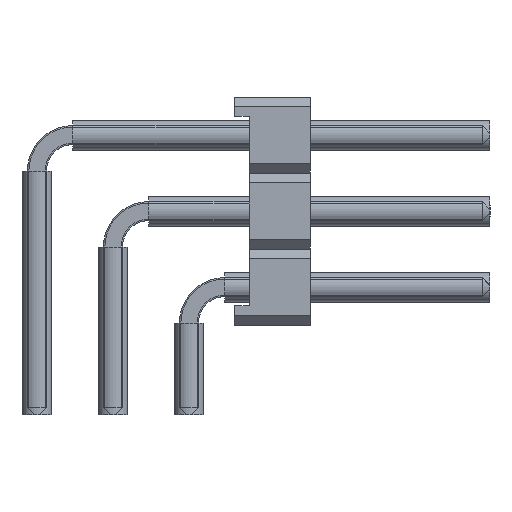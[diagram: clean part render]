
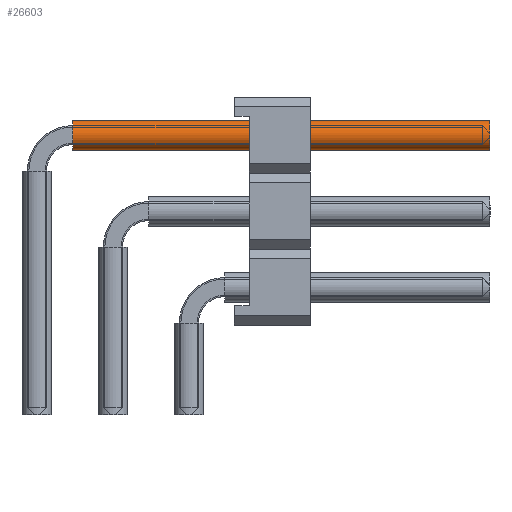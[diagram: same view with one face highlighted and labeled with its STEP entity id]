
A CAD part, left-side view. The second image highlights one B-rep face of the part: STEP entity #26603.
In plain terms, the highlighted cylindrical face has radius 0.5 mm (diameter 1 mm), a full revolution.
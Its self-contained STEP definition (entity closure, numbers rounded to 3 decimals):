
#14304=ORIENTED_EDGE('',*,*,#18184,.F.);
#14305=ORIENTED_EDGE('',*,*,#18185,.T.);
#18184=EDGE_CURVE('',#20744,#20744,#21772,.T.);
#18185=EDGE_CURVE('',#20745,#20745,#21773,.T.);
#20744=VERTEX_POINT('',#44293);
#20745=VERTEX_POINT('',#44295);
#21772=CIRCLE('',#28991,0.5);
#21773=CIRCLE('',#28992,0.5);
#23284=EDGE_LOOP('',(#14304));
#23285=EDGE_LOOP('',(#14305));
#24810=FACE_BOUND('',#23284,.T.);
#24811=FACE_BOUND('',#23285,.T.);
#25337=CYLINDRICAL_SURFACE('',#28990,0.5);
#26603=ADVANCED_FACE('',(#24810,#24811),#25337,.F.);
#28990=AXIS2_PLACEMENT_3D('',#44291,#36418,#36419);
#28991=AXIS2_PLACEMENT_3D('',#44292,#36420,#36421);
#28992=AXIS2_PLACEMENT_3D('',#44294,#36422,#36423);
#36418=DIRECTION('',(1.,0.,0.));
#36419=DIRECTION('',(0.,0.,-1.));
#36420=DIRECTION('',(-1.,0.,0.));
#36421=DIRECTION('',(0.,0.,1.));
#36422=DIRECTION('',(-1.,0.,0.));
#36423=DIRECTION('',(0.,0.,1.));
#44291=CARTESIAN_POINT('',(1.2,0.,9.35));
#44292=CARTESIAN_POINT('',(15.14,0.,9.35));
#44293=CARTESIAN_POINT('',(15.14,0.,9.85));
#44294=CARTESIAN_POINT('',(1.2,0.,9.35));
#44295=CARTESIAN_POINT('',(1.2,0.,9.85));
